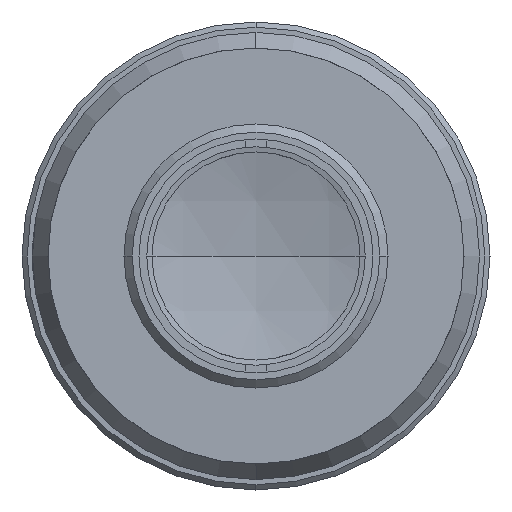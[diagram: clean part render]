
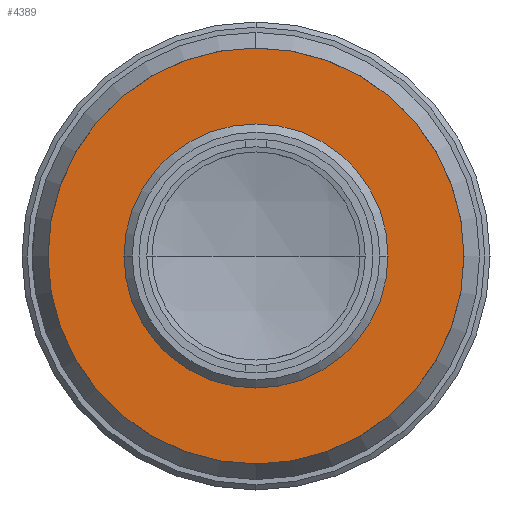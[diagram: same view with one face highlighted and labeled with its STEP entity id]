
A CAD part, left-side view. The second image highlights one B-rep face of the part: STEP entity #4389.
In plain terms, the highlighted planar face has unit normal (-1, 0, 0).
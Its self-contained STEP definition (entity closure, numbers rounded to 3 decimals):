
#29 = DIRECTION ( 'NONE',  ( 1., 0., 0. ) ) ;
#30 = CARTESIAN_POINT ( 'NONE',  ( -87.48, 3.533, 19.686 ) ) ;
#44 = DIRECTION ( 'NONE',  ( 0., -0.177, -0.984 ) ) ;
#306 = DIRECTION ( 'NONE',  ( -1., 0., 0. ) ) ;
#318 = DIRECTION ( 'NONE',  ( 1., 0., 0. ) ) ;
#328 = VERTEX_POINT ( 'NONE', #30 ) ;
#357 = EDGE_CURVE ( 'NONE', #2263, #328, #761, .T. ) ;
#388 = AXIS2_PLACEMENT_3D ( 'NONE', #4288, #2181, #44 ) ;
#394 = CIRCLE ( 'NONE', #807, 20. ) ;
#446 = ORIENTED_EDGE ( 'NONE', *, *, #3976, .T. ) ;
#495 = CARTESIAN_POINT ( 'NONE',  ( -87.48, -3.533, -19.686 ) ) ;
#570 = FACE_BOUND ( 'NONE', #2810, .T. ) ;
#639 = PLANE ( 'NONE',  #953 ) ;
#761 = CIRCLE ( 'NONE', #388, 20. ) ;
#807 = AXIS2_PLACEMENT_3D ( 'NONE', #2450, #318, #2802 ) ;
#823 = DIRECTION ( 'NONE',  ( 1., 0., 0. ) ) ;
#953 = AXIS2_PLACEMENT_3D ( 'NONE', #2435, #306, #2789 ) ;
#990 = EDGE_CURVE ( 'NONE', #328, #2263, #394, .T. ) ;
#1179 = AXIS2_PLACEMENT_3D ( 'NONE', #2941, #823, #3285 ) ;
#1248 = VERTEX_POINT ( 'NONE', #1640 ) ;
#1275 = AXIS2_PLACEMENT_3D ( 'NONE', #2161, #29, #2509 ) ;
#1477 = CIRCLE ( 'NONE', #1179, 12. ) ;
#1640 = CARTESIAN_POINT ( 'NONE',  ( -87.48, -2.12, -11.811 ) ) ;
#2161 = CARTESIAN_POINT ( 'NONE',  ( -87.48, 0., 0. ) ) ;
#2181 = DIRECTION ( 'NONE',  ( 1., 0., 0. ) ) ;
#2263 = VERTEX_POINT ( 'NONE', #495 ) ;
#2422 = ORIENTED_EDGE ( 'NONE', *, *, #4066, .T. ) ;
#2435 = CARTESIAN_POINT ( 'NONE',  ( -87.48, 11.811, -2.12 ) ) ;
#2450 = CARTESIAN_POINT ( 'NONE',  ( -87.48, 0., 0. ) ) ;
#2509 = DIRECTION ( 'NONE',  ( 0., -0.177, -0.984 ) ) ;
#2573 = CIRCLE ( 'NONE', #1275, 12. ) ;
#2789 = DIRECTION ( 'NONE',  ( 0., 0.177, 0.984 ) ) ;
#2802 = DIRECTION ( 'NONE',  ( 0., -0.177, -0.984 ) ) ;
#2810 = EDGE_LOOP ( 'NONE', ( #2422, #446 ) ) ;
#2815 = ORIENTED_EDGE ( 'NONE', *, *, #357, .F. ) ;
#2941 = CARTESIAN_POINT ( 'NONE',  ( -87.48, 0., 0. ) ) ;
#3047 = CARTESIAN_POINT ( 'NONE',  ( -87.48, 2.12, 11.811 ) ) ;
#3285 = DIRECTION ( 'NONE',  ( 0., -0.177, -0.984 ) ) ;
#3371 = VERTEX_POINT ( 'NONE', #3047 ) ;
#3413 = EDGE_LOOP ( 'NONE', ( #2815, #4580 ) ) ;
#3976 = EDGE_CURVE ( 'NONE', #3371, #1248, #2573, .T. ) ;
#4066 = EDGE_CURVE ( 'NONE', #1248, #3371, #1477, .T. ) ;
#4216 = FACE_OUTER_BOUND ( 'NONE', #3413, .T. ) ;
#4288 = CARTESIAN_POINT ( 'NONE',  ( -87.48, 0., 0. ) ) ;
#4389 = ADVANCED_FACE ( 'NONE', ( #570, #4216 ), #639, .T. ) ;
#4580 = ORIENTED_EDGE ( 'NONE', *, *, #990, .F. ) ;
